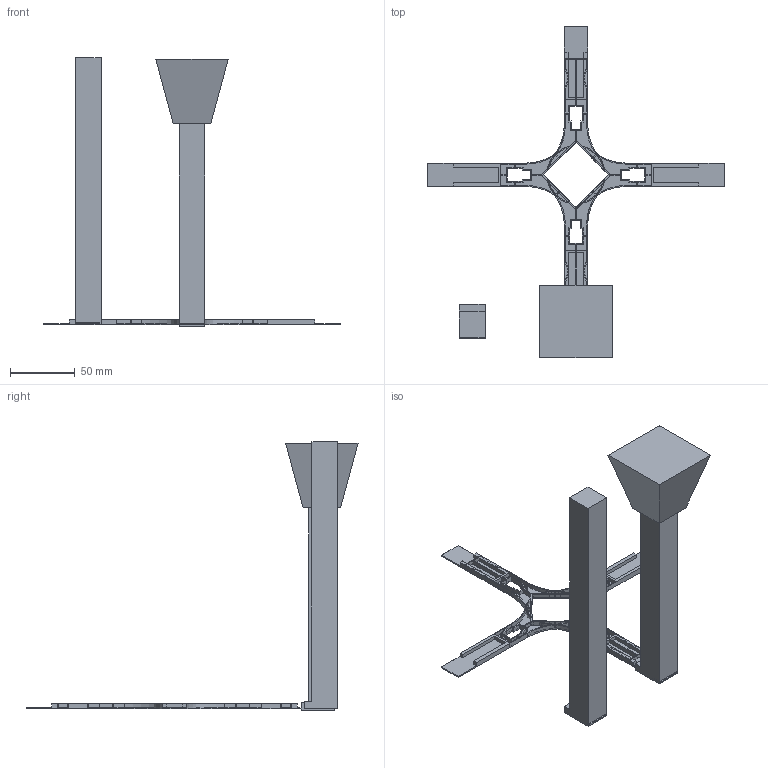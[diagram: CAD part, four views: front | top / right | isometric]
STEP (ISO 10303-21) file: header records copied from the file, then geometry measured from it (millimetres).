
FILE_DESCRIPTION(/* description */ (''),/* implementation_level */ '2;1');
FILE_NAME(/* name */ 'Stand_for_4arm v1.step',/* time_stamp */ '2023-11-16T13:11:53+01:00',/* author */ (''),/* organization */ (''),/* preprocessor_version */ 'ST-DEVELOPER v20',/* originating_system */ 'Autodesk Translation Framework v12.14.0.127',/* authorisation */ '');
FILE_SCHEMA (('AUTOMOTIVE_DESIGN { 1 0 10303 214 3 1 1 }'));
Length unit declared in the file: millimetre
Products named in the file (1): Stand_for_4arm
Bounding box: 229.2 x 256.1 x 207 mm (x, y, z)
Volume: 232298.7 mm3; surface area: 82479 mm2
Topology: 6 solids, 6 shells, 507 faces, 1436 edges, 957 vertices
Faces by surface type: plane 435, cylinder 72
Entity records: 16305 total; most frequent: CARTESIAN_POINT 2901, ORIENTED_EDGE 2872, DIRECTION 2604, EDGE_CURVE 1436, LINE 1284, VECTOR 1284, VERTEX_POINT 957, AXIS2_PLACEMENT_3D 660
